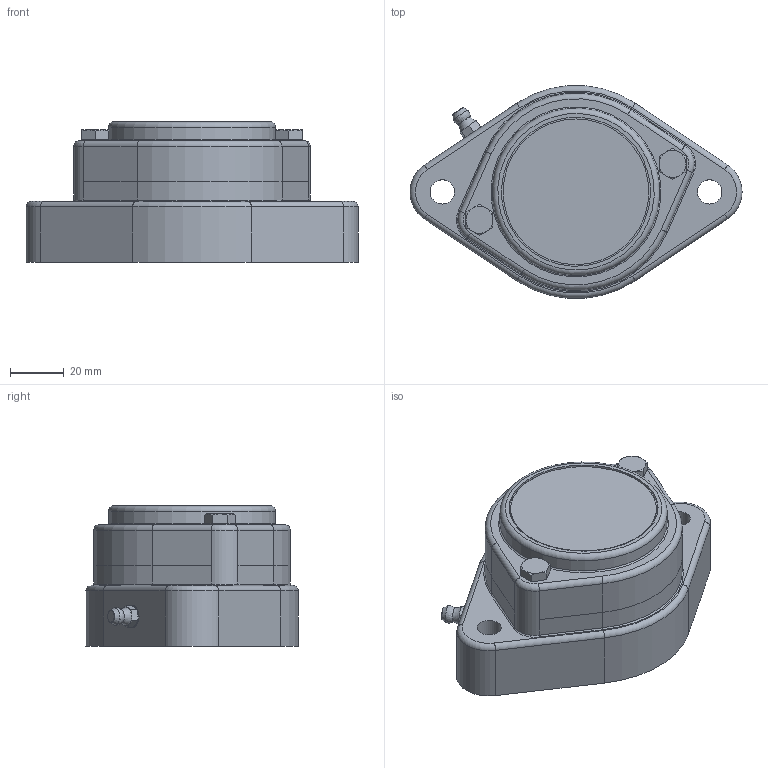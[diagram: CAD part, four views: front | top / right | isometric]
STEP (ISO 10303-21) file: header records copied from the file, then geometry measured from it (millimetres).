
FILE_DESCRIPTION(/* description */ (''),/* implementation_level */ '2;1');
FILE_NAME(/* name */ 'NG25F20.stp',/* time_stamp */ '2015-10-30T11:54:01+01:00',/* author */ ('fje'),/* organization */ (''),/* preprocessor_version */ 'ST-DEVELOPER v15.2',/* originating_system */ 'Autodesk Inventor 2014',/* authorisation */ '');
FILE_SCHEMA (('AUTOMOTIVE_DESIGN { 1 0 10303 214 3 1 1 }'));
Length unit declared in the file: millimetre
Products named in the file (1): Part78
Bounding box: 123 x 78.72 x 52 mm (x, y, z)
Volume: 202421.4 mm3; surface area: 60541.7 mm2
Topology: 6 solids, 14 shells, 308 faces, 748 edges, 477 vertices
Faces by surface type: plane 115, cylinder 99, cone 55, torus 34, sphere 5
Full cylindrical faces by diameter (mm): 2.4 x1, 3 x1, 4.917 x2, 5.459 x2, 6 x5, 6.5 x2, 8 x2, 8.7 x2, 9 x4, 25 x2, 29.2 x1, 30.5 x2, 31.5 x1, 32.87 x2, 34.45 x1, 35 x1, 37.5 x1, 42.35 x1, 43.93 x4, 54 x2, 55.2 x1, 60.5 x2, 62 x1
Entity records: 8848 total; most frequent: CARTESIAN_POINT 1869, DIRECTION 1449, ORIENTED_EDGE 1268, EDGE_CURVE 622, AXIS2_PLACEMENT_3D 620, EDGE_LOOP 446, VERTEX_POINT 438, CIRCLE 311
